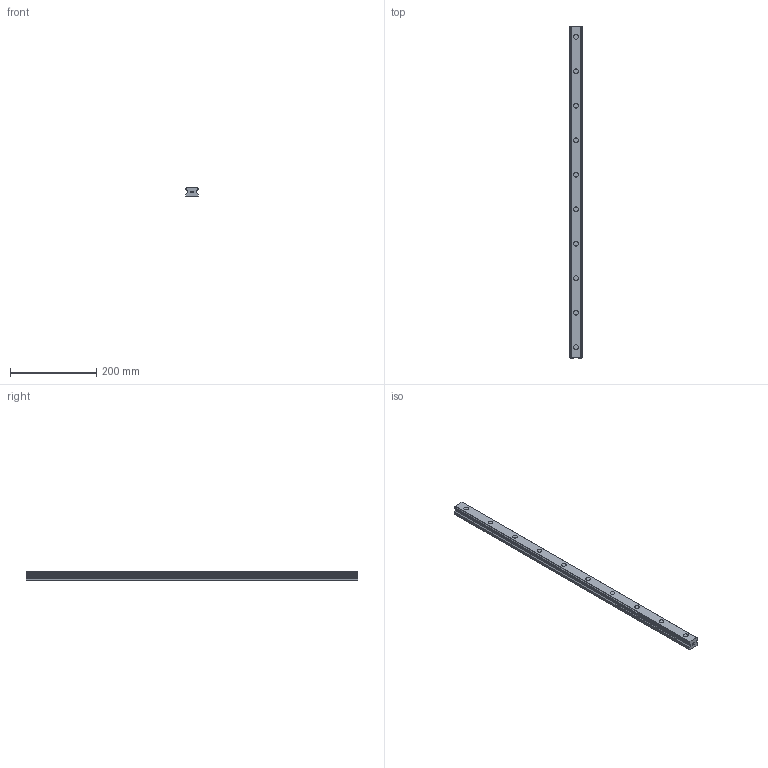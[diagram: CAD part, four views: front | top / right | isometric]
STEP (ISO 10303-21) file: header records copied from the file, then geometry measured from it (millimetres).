
FILE_DESCRIPTION(('STEP AP214'),'1');
FILE_NAME('cctmp_1E620F9F-957C-4DD6-B8E2-56A1197B9A7F_2021_02_10_12_42_53_0982..stp','2021-02-10T11:42:54',('HIWIN GmbH'),('CADClick - www.CADClick.com'),'Spatial InterOp 3D',' ','unknown authorization');
FILE_SCHEMA(('AUTOMOTIVE_DESIGN'));
Length unit declared in the file: millimetre
Products named in the file (1): EGR30R770C_FILE
Bounding box: 28 x 770 x 23 mm (x, y, z)
Volume: 430003.4 mm3; surface area: 87561.5 mm2
Topology: 1 solids, 1 shells, 193 faces, 471 edges, 314 vertices
Faces by surface type: plane 115, cylinder 78
Entity records: 7269 total; most frequent: DIRECTION 1015, CARTESIAN_POINT 979, ORIENTED_EDGE 942, EDGE_CURVE 471, AXIS2_PLACEMENT_3D 350, LINE 315, VECTOR 315, VERTEX_POINT 314
